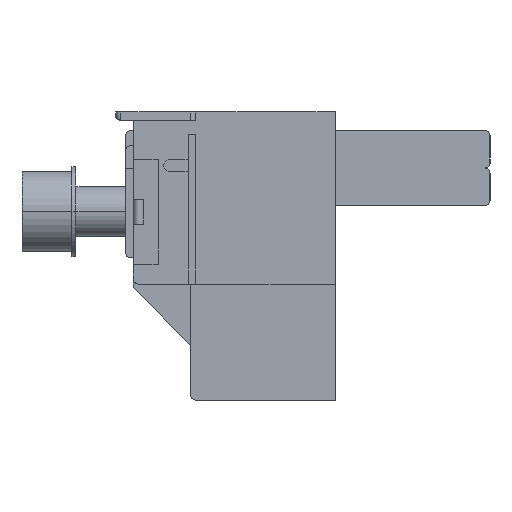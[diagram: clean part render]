
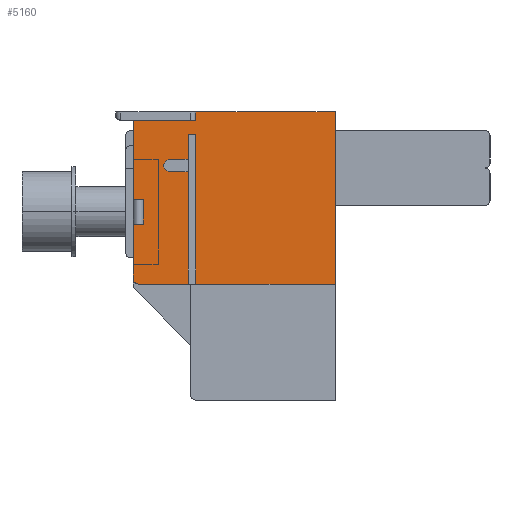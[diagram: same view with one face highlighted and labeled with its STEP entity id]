
A CAD part, left-side view. The second image highlights one B-rep face of the part: STEP entity #5160.
In plain terms, the highlighted planar face has unit normal (-1, 0, 0).
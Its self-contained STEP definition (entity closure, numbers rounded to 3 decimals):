
#3795=DIRECTION('',(0.,0.,1.));
#3796=VECTOR('',#3795,0.5);
#3797=CARTESIAN_POINT('',(-95.25,6.5,261.5));
#3798=LINE('',#3797,#3796);
#3799=DIRECTION('',(0.,1.,0.));
#3800=VECTOR('',#3799,10.);
#3801=CARTESIAN_POINT('',(-95.25,1.5,238.));
#3802=LINE('',#3801,#3800);
#3803=CARTESIAN_POINT('',(-95.25,11.5,239.));
#3804=DIRECTION('',(1.,0.,0.));
#3805=DIRECTION('',(0.,0.,-1.));
#3806=AXIS2_PLACEMENT_3D('',#3803,#3804,#3805);
#3808=DIRECTION('',(0.,0.,1.));
#3809=VECTOR('',#3808,11.);
#3810=CARTESIAN_POINT('',(-95.25,12.5,239.));
#3811=LINE('',#3810,#3809);
#3812=DIRECTION('',(0.,0.,1.));
#3813=VECTOR('',#3812,15.75);
#3814=CARTESIAN_POINT('',(-95.25,12.5,255.));
#3815=LINE('',#3814,#3813);
#3816=DIRECTION('',(0.,1.,0.));
#3817=VECTOR('',#3816,28.);
#3818=CARTESIAN_POINT('',(-95.25,-28.,238.));
#3819=LINE('',#3818,#3817);
#3820=DIRECTION('',(0.,0.707,-0.707));
#3821=VECTOR('',#3820,1.414);
#3822=CARTESIAN_POINT('',(-95.25,5.5,263.));
#3823=LINE('',#3822,#3821);
#3824=DIRECTION('',(0.,-0.707,-0.707));
#3825=VECTOR('',#3824,1.414);
#3826=CARTESIAN_POINT('',(-95.25,6.5,261.5));
#3827=LINE('',#3826,#3825);
#3973=DIRECTION('',(0.,0.,1.));
#3974=VECTOR('',#3973,34.5);
#3975=CARTESIAN_POINT('',(-95.25,-28.,238.));
#3976=LINE('',#3975,#3974);
#4029=DIRECTION('',(0.,1.,0.));
#4030=VECTOR('',#4029,10.);
#4031=CARTESIAN_POINT('',(-95.25,-28.,272.5));
#4032=LINE('',#4031,#4030);
#4033=DIRECTION('',(0.,1.,0.));
#4034=VECTOR('',#4033,18.);
#4035=CARTESIAN_POINT('',(-95.25,-18.,272.5));
#4036=LINE('',#4035,#4034);
#4041=DIRECTION('',(0.,0.,-1.));
#4042=VECTOR('',#4041,1.75);
#4043=CARTESIAN_POINT('',(-95.25,0.,
272.5));
#4044=LINE('',#4043,#4042);
#4050=DIRECTION('',(0.,1.,0.));
#4051=VECTOR('',#4050,12.5);
#4052=CARTESIAN_POINT('',(-95.25,0.,
270.75));
#4053=LINE('',#4052,#4051);
#4591=DIRECTION('',(0.,-1.,0.));
#4592=VECTOR('',#4591,2.);
#4593=CARTESIAN_POINT('',(-95.25,12.5,255.));
#4594=LINE('',#4593,#4592);
#4607=DIRECTION('',(0.,0.,-1.));
#4608=VECTOR('',#4607,5.);
#4609=CARTESIAN_POINT('',(-95.25,10.5,255.));
#4610=LINE('',#4609,#4608);
#4616=DIRECTION('',(0.,1.,0.));
#4617=VECTOR('',#4616,2.);
#4618=CARTESIAN_POINT('',(-95.25,10.5,250.));
#4619=LINE('',#4618,#4617);
#4648=DIRECTION('',(0.,0.,1.));
#4649=VECTOR('',#4648,22.5);
#4650=CARTESIAN_POINT('',(-95.25,1.5,238.));
#4651=LINE('',#4650,#4649);
#4652=DIRECTION('',(0.,0.,1.));
#4653=VECTOR('',#4652,5.);
#4654=CARTESIAN_POINT('',(-95.25,1.5,263.));
#4655=LINE('',#4654,#4653);
#4656=DIRECTION('',(0.,-1.,0.));
#4657=VECTOR('',#4656,1.5);
#4658=CARTESIAN_POINT('',(-95.25,1.5,268.));
#4659=LINE('',#4658,#4657);
#4672=DIRECTION('',(0.,0.,-1.));
#4673=VECTOR('',#4672,30.);
#4674=CARTESIAN_POINT('',(-95.25,0.,
268.));
#4675=LINE('',#4674,#4673);
#4696=DIRECTION('',(0.,1.,0.));
#4697=VECTOR('',#4696,4.);
#4698=CARTESIAN_POINT('',(-95.25,1.5,260.5));
#4699=LINE('',#4698,#4697);
#4704=DIRECTION('',(0.,-1.,0.));
#4705=VECTOR('',#4704,4.);
#4706=CARTESIAN_POINT('',(-95.25,5.5,263.));
#4707=LINE('',#4706,#4705);
#4754=CARTESIAN_POINT('',(-95.25,12.5,270.75));
#4756=VERTEX_POINT('',#4754);
#4758=CARTESIAN_POINT('',(-95.25,12.5,255.));
#4759=VERTEX_POINT('',#4758);
#4762=CARTESIAN_POINT('',(-95.25,12.5,239.));
#4763=CARTESIAN_POINT('',(-95.25,12.5,250.));
#4764=VERTEX_POINT('',#4762);
#4765=VERTEX_POINT('',#4763);
#4842=CARTESIAN_POINT('',(-95.25,1.5,238.));
#4843=CARTESIAN_POINT('',(-95.25,11.5,238.));
#4844=VERTEX_POINT('',#4842);
#4845=VERTEX_POINT('',#4843);
#4850=CARTESIAN_POINT('',(-95.25,0.,
238.));
#4851=VERTEX_POINT('',#4850);
#4852=CARTESIAN_POINT('',(-95.25,-28.,238.));
#4853=VERTEX_POINT('',#4852);
#4854=CARTESIAN_POINT('',(-95.25,10.5,255.));
#4855=VERTEX_POINT('',#4854);
#4856=CARTESIAN_POINT('',(-95.25,-18.,272.5));
#4857=CARTESIAN_POINT('',(-95.25,0.,
272.5));
#4858=VERTEX_POINT('',#4856);
#4859=VERTEX_POINT('',#4857);
#4860=CARTESIAN_POINT('',(-95.25,-28.,272.5));
#4861=VERTEX_POINT('',#4860);
#4862=CARTESIAN_POINT('',(-95.25,1.5,263.));
#4863=CARTESIAN_POINT('',(-95.25,1.5,268.));
#4864=VERTEX_POINT('',#4862);
#4865=VERTEX_POINT('',#4863);
#4866=CARTESIAN_POINT('',(-95.25,5.5,263.));
#4867=VERTEX_POINT('',#4866);
#4868=CARTESIAN_POINT('',(-95.25,6.5,262.));
#4869=VERTEX_POINT('',#4868);
#4870=CARTESIAN_POINT('',(-95.25,6.5,261.5));
#4871=VERTEX_POINT('',#4870);
#4872=CARTESIAN_POINT('',(-95.25,5.5,260.5));
#4873=VERTEX_POINT('',#4872);
#4874=CARTESIAN_POINT('',(-95.25,1.5,260.5));
#4875=VERTEX_POINT('',#4874);
#4880=CARTESIAN_POINT('',(-95.25,10.5,250.));
#4881=VERTEX_POINT('',#4880);
#4888=CARTESIAN_POINT('',(-95.25,0.,
270.75));
#4889=VERTEX_POINT('',#4888);
#4993=CARTESIAN_POINT('',(-95.25,0.,
268.));
#4994=VERTEX_POINT('',#4993);
#5111=CARTESIAN_POINT('',(-95.25,-7.75,255.25));
#5112=DIRECTION('',(1.,0.,0.));
#5113=DIRECTION('',(0.,0.,-1.));
#5114=AXIS2_PLACEMENT_3D('',#5111,#5112,#5113);
#5115=PLANE('',#5114);
#5117=ORIENTED_EDGE('',*,*,#5116,.T.);
#5119=ORIENTED_EDGE('',*,*,#5118,.T.);
#5121=ORIENTED_EDGE('',*,*,#5120,.T.);
#5123=ORIENTED_EDGE('',*,*,#5122,.F.);
#5125=ORIENTED_EDGE('',*,*,#5124,.F.);
#5127=ORIENTED_EDGE('',*,*,#5126,.F.);
#5129=ORIENTED_EDGE('',*,*,#5128,.T.);
#5131=ORIENTED_EDGE('',*,*,#5130,.F.);
#5133=ORIENTED_EDGE('',*,*,#5132,.F.);
#5135=ORIENTED_EDGE('',*,*,#5134,.F.);
#5137=ORIENTED_EDGE('',*,*,#5136,.F.);
#5139=ORIENTED_EDGE('',*,*,#5138,.F.);
#5141=ORIENTED_EDGE('',*,*,#5140,.T.);
#5143=ORIENTED_EDGE('',*,*,#5142,.F.);
#5145=ORIENTED_EDGE('',*,*,#5144,.F.);
#5147=ORIENTED_EDGE('',*,*,#5146,.F.);
#5149=ORIENTED_EDGE('',*,*,#5148,.F.);
#5151=ORIENTED_EDGE('',*,*,#5150,.T.);
#5152=ORIENTED_EDGE('',*,*,#5097,.F.);
#5153=ORIENTED_EDGE('',*,*,#5050,.T.);
#5155=ORIENTED_EDGE('',*,*,#5154,.F.);
#5157=ORIENTED_EDGE('',*,*,#5156,.F.);
#5158=EDGE_LOOP('',(#5117,#5119,#5121,#5123,#5125,#5127,#5129,#5131,#5133,#5135,
#5137,#5139,#5141,#5143,#5145,#5147,#5149,#5151,#5152,#5153,#5155,#5157));
#5159=FACE_OUTER_BOUND('',#5158,.F.);
#3807=CIRCLE('',#3806,1.);
#5050=EDGE_CURVE('',#4871,#4873,#3827,.T.);
#5097=EDGE_CURVE('',#4871,#4869,#3798,.T.);
#5116=EDGE_CURVE('',#4844,#4845,#3802,.T.);
#5118=EDGE_CURVE('',#4845,#4764,#3807,.T.);
#5120=EDGE_CURVE('',#4764,#4765,#3811,.T.);
#5122=EDGE_CURVE('',#4881,#4765,#4619,.T.);
#5124=EDGE_CURVE('',#4855,#4881,#4610,.T.);
#5126=EDGE_CURVE('',#4759,#4855,#4594,.T.);
#5128=EDGE_CURVE('',#4759,#4756,#3815,.T.);
#5130=EDGE_CURVE('',#4889,#4756,#4053,.T.);
#5132=EDGE_CURVE('',#4859,#4889,#4044,.T.);
#5134=EDGE_CURVE('',#4858,#4859,#4036,.T.);
#5136=EDGE_CURVE('',#4861,#4858,#4032,.T.);
#5138=EDGE_CURVE('',#4853,#4861,#3976,.T.);
#5140=EDGE_CURVE('',#4853,#4851,#3819,.T.);
#5142=EDGE_CURVE('',#4994,#4851,#4675,.T.);
#5144=EDGE_CURVE('',#4865,#4994,#4659,.T.);
#5146=EDGE_CURVE('',#4864,#4865,#4655,.T.);
#5148=EDGE_CURVE('',#4867,#4864,#4707,.T.);
#5150=EDGE_CURVE('',#4867,#4869,#3823,.T.);
#5154=EDGE_CURVE('',#4875,#4873,#4699,.T.);
#5156=EDGE_CURVE('',#4844,#4875,#4651,.T.);
#5160=ADVANCED_FACE('',(#5159),#5115,.F.);
